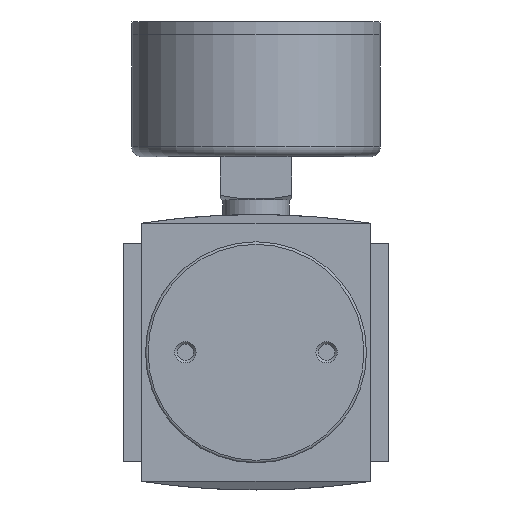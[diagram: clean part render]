
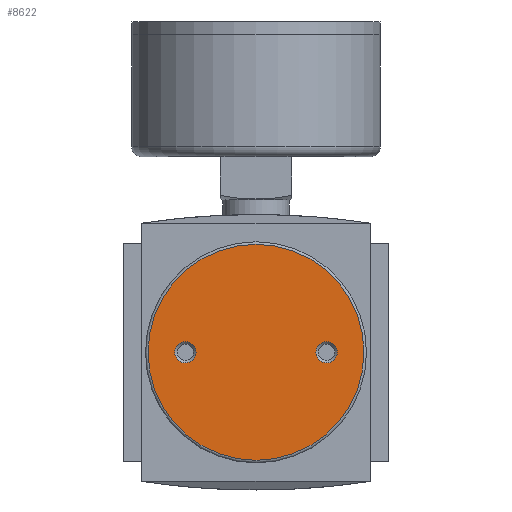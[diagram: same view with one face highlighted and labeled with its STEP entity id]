
A CAD part, front view. The second image highlights one B-rep face of the part: STEP entity #8622.
In plain terms, the highlighted planar face has unit normal (0, -1, 0).
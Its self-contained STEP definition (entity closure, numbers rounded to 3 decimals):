
#1602=FACE_BOUND('',#2540,.T.);
#1603=FACE_BOUND('',#2541,.T.);
#2036=FACE_OUTER_BOUND('',#2539,.T.);
#2539=EDGE_LOOP('',(#6516));
#2540=EDGE_LOOP('',(#6517));
#2541=EDGE_LOOP('',(#6518));
#3113=CIRCLE('',#9422,2.1);
#3116=CIRCLE('',#9428,2.1);
#3121=CIRCLE('',#9438,21.25);
#3649=VERTEX_POINT('',#13694);
#3652=VERTEX_POINT('',#13703);
#3657=VERTEX_POINT('',#13718);
#4666=EDGE_CURVE('',#3649,#3649,#3113,.T.);
#4669=EDGE_CURVE('',#3652,#3652,#3116,.T.);
#4674=EDGE_CURVE('',#3657,#3657,#3121,.T.);
#6516=ORIENTED_EDGE('',*,*,#4674,.T.);
#6517=ORIENTED_EDGE('',*,*,#4666,.T.);
#6518=ORIENTED_EDGE('',*,*,#4669,.T.);
#7723=PLANE('',#9439);
#8622=ADVANCED_FACE('',(#2036,#1602,#1603),#7723,.T.);
#9422=AXIS2_PLACEMENT_3D('',#13695,#11213,#11214);
#9428=AXIS2_PLACEMENT_3D('',#13704,#11225,#11226);
#9438=AXIS2_PLACEMENT_3D('',#13719,#11245,#11246);
#9439=AXIS2_PLACEMENT_3D('',#13720,#11247,#11248);
#11213=DIRECTION('center_axis',(0.,1.,0.));
#11214=DIRECTION('ref_axis',(1.,0.,0.));
#11225=DIRECTION('center_axis',(0.,1.,0.));
#11226=DIRECTION('ref_axis',(1.,0.,0.));
#11245=DIRECTION('center_axis',(0.,-1.,0.));
#11246=DIRECTION('ref_axis',(1.,0.,0.));
#11247=DIRECTION('center_axis',(0.,-1.,0.));
#11248=DIRECTION('ref_axis',(0.,0.,-1.));
#13694=CARTESIAN_POINT('',(16.,-33.,0.));
#13695=CARTESIAN_POINT('Origin',(13.9,-33.,0.));
#13703=CARTESIAN_POINT('',(-11.8,-33.,0.));
#13704=CARTESIAN_POINT('Origin',(-13.9,-33.,0.));
#13718=CARTESIAN_POINT('',(21.25,-33.,0.));
#13719=CARTESIAN_POINT('Origin',(0.,-33.,0.));
#13720=CARTESIAN_POINT('Origin',(10.625,-33.,0.));
